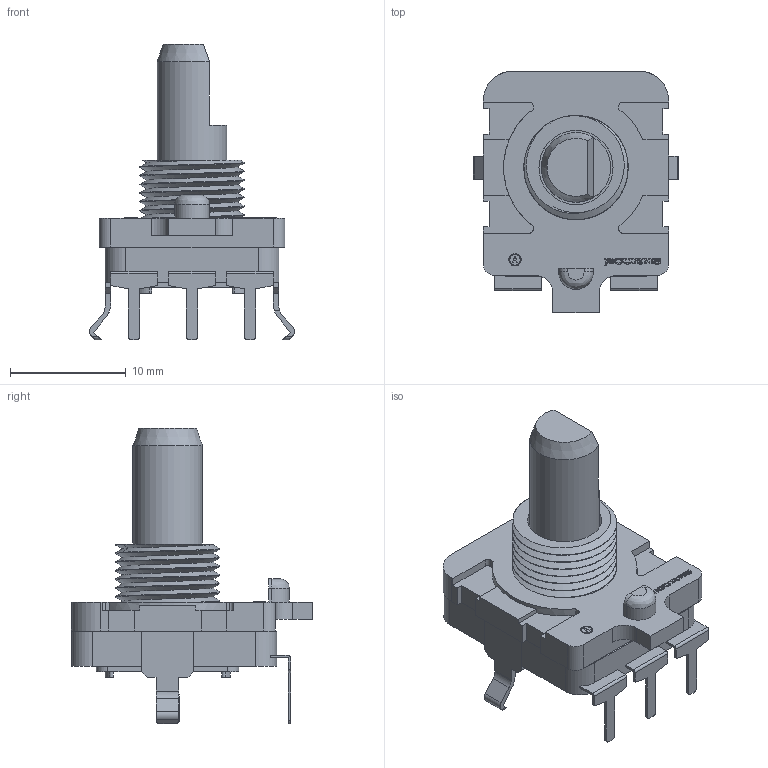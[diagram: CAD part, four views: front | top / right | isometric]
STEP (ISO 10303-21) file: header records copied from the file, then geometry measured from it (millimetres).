
FILE_DESCRIPTION(/* description */ (''),/* implementation_level */ '2;1');
FILE_NAME(/* name */ '2.stp',/* time_stamp */ '2021-01-20T19:23:07+02:00',/* author */ ('k'),/* organization */ (''),/* preprocessor_version */ 'ST-DEVELOPER v15.6',/* originating_system */ 'Autodesk Inventor 2015',/* authorisation */ '');
FILE_SCHEMA (('AUTOMOTIVE_DESIGN { 1 0 10303 214 3 1 1 }'));
Length unit declared in the file: millimetre
Products named in the file (7): 1; 2; 3; PEC16-4X20F-SXXXX; Bourns Logo
Bounding box: 17.7 x 20.8 x 25.5 mm (x, y, z)
Volume: 1745.2 mm3; surface area: 2720 mm2
Topology: 15 solids, 15 shells, 486 faces, 1317 edges, 875 vertices
Faces by surface type: plane 279, bspline 134, cylinder 71, cone 2
Full cylindrical faces by diameter (mm): 0.912 x1, 1.056 x1, 1.42 x4, 6 x1, 6.4 x1, 6.5 x1
Entity records: 18366 total; most frequent: CARTESIAN_POINT 6778, ORIENTED_EDGE 2608, DIRECTION 1910, EDGE_CURVE 1304, LINE 876, VECTOR 876, VERTEX_POINT 872, EDGE_LOOP 524
